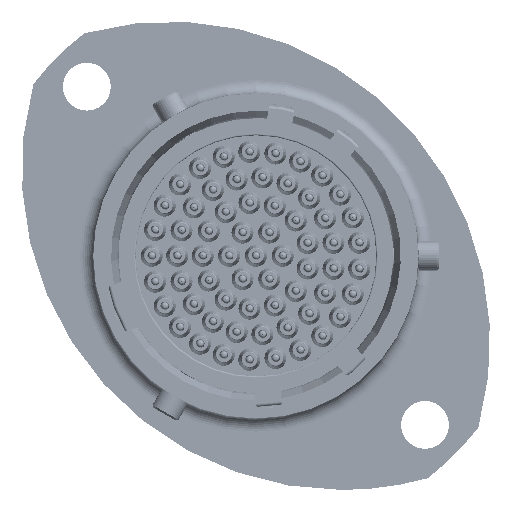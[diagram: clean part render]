
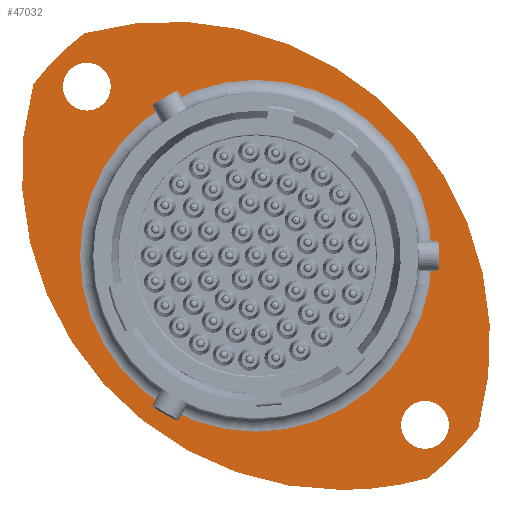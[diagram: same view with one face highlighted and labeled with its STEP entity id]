
A CAD part, left-side view. The second image highlights one B-rep face of the part: STEP entity #47032.
In plain terms, the highlighted planar face has unit normal (-1, 0, 0).
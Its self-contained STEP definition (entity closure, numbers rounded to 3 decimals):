
#753 = EDGE_LOOP ( 'NONE', ( #39816, #22580 ) ) ;
#1701 = CARTESIAN_POINT ( 'NONE',  ( 15.98, 11.49, 13.115 ) ) ;
#5568 = CARTESIAN_POINT ( 'NONE',  ( 15.98, -11.49, -11.49 ) ) ;
#6242 = DIRECTION ( 'NONE',  ( 0., 0., -1. ) ) ;
#7339 = CARTESIAN_POINT ( 'NONE',  ( 15.98, -15.118, -11.673 ) ) ;
#7747 = CARTESIAN_POINT ( 'NONE',  ( 15.98, -5.834, 5.834 ) ) ;
#8187 = DIRECTION ( 'NONE',  ( -1., 0., 0. ) ) ;
#9774 = CARTESIAN_POINT ( 'NONE',  ( 15.98, 0., 0. ) ) ;
#10445 = AXIS2_PLACEMENT_3D ( 'NONE', #36667, #37015, #37767 ) ;
#10598 = ORIENTED_EDGE ( 'NONE', *, *, #41498, .T. ) ;
#11004 = EDGE_CURVE ( 'NONE', #36929, #90385, #110956, .T. ) ;
#15041 = DIRECTION ( 'NONE',  ( 1., 0., 0. ) ) ;
#15082 = EDGE_CURVE ( 'NONE', #22339, #75312, #111823, .T. ) ;
#15319 = ORIENTED_EDGE ( 'NONE', *, *, #42157, .F. ) ;
#15596 = EDGE_LOOP ( 'NONE', ( #57032, #23744, #23960, #80200, #106058 ) ) ;
#15922 = CARTESIAN_POINT ( 'NONE',  ( 15.98, -11.49, -9.865 ) ) ;
#16733 = AXIS2_PLACEMENT_3D ( 'NONE', #34537, #8187, #51801 ) ;
#16880 = EDGE_CURVE ( 'NONE', #97158, #77768, #19799, .T. ) ;
#18292 = VERTEX_POINT ( 'NONE', #26831 ) ;
#19799 = CIRCLE ( 'NONE', #114208, 19.1 ) ;
#19824 = ORIENTED_EDGE ( 'NONE', *, *, #38293, .F. ) ;
#20338 = DIRECTION ( 'NONE',  ( 0., 0., 1. ) ) ;
#21598 = DIRECTION ( 'NONE',  ( -1., 0., 0. ) ) ;
#22339 = VERTEX_POINT ( 'NONE', #47053 ) ;
#22580 = ORIENTED_EDGE ( 'NONE', *, *, #35929, .F. ) ;
#22818 = AXIS2_PLACEMENT_3D ( 'NONE', #23310, #58766, #6242 ) ;
#23310 = CARTESIAN_POINT ( 'NONE',  ( 15.98, 11.49, 11.49 ) ) ;
#23744 = ORIENTED_EDGE ( 'NONE', *, *, #104614, .T. ) ;
#23853 = CARTESIAN_POINT ( 'NONE',  ( 15.98, -5.834, -15.916 ) ) ;
#23960 = ORIENTED_EDGE ( 'NONE', *, *, #15082, .T. ) ;
#24239 = CIRCLE ( 'NONE', #22818, 1.625 ) ;
#25912 = CARTESIAN_POINT ( 'NONE',  ( 15.98, 15.118, 11.673 ) ) ;
#26831 = CARTESIAN_POINT ( 'NONE',  ( 15.98, -11.49, -13.115 ) ) ;
#28543 = CARTESIAN_POINT ( 'NONE',  ( 15.98, 0., 0. ) ) ;
#29271 = ORIENTED_EDGE ( 'NONE', *, *, #80687, .T. ) ;
#30235 = CIRCLE ( 'NONE', #88469, 11.955 ) ;
#30507 = EDGE_CURVE ( 'NONE', #77768, #35179, #69209, .T. ) ;
#30811 = AXIS2_PLACEMENT_3D ( 'NONE', #40938, #15041, #40170 ) ;
#31122 = AXIS2_PLACEMENT_3D ( 'NONE', #70408, #70788, #53435 ) ;
#31325 = PLANE ( 'NONE',  #30811 ) ;
#32362 = CIRCLE ( 'NONE', #98041, 1.625 ) ;
#34537 = CARTESIAN_POINT ( 'NONE',  ( 15.98, 5.834, -5.834 ) ) ;
#35179 = VERTEX_POINT ( 'NONE', #23853 ) ;
#35269 = DIRECTION ( 'NONE',  ( -1., 0., 0. ) ) ;
#35929 = EDGE_CURVE ( 'NONE', #90385, #36929, #24239, .T. ) ;
#35976 = VERTEX_POINT ( 'NONE', #15922 ) ;
#36474 = AXIS2_PLACEMENT_3D ( 'NONE', #76729, #103706, #68960 ) ;
#36667 = CARTESIAN_POINT ( 'NONE',  ( 15.98, 0., 0. ) ) ;
#36864 = VERTEX_POINT ( 'NONE', #76952 ) ;
#36929 = VERTEX_POINT ( 'NONE', #76556 ) ;
#37015 = DIRECTION ( 'NONE',  ( 1., 0., 0. ) ) ;
#37380 = VERTEX_POINT ( 'NONE', #85288 ) ;
#37767 = DIRECTION ( 'NONE',  ( 0., 0., -1. ) ) ;
#38293 = EDGE_CURVE ( 'NONE', #18292, #35976, #46461, .T. ) ;
#39816 = ORIENTED_EDGE ( 'NONE', *, *, #11004, .F. ) ;
#40170 = DIRECTION ( 'NONE',  ( 0., 0., -1. ) ) ;
#40938 = CARTESIAN_POINT ( 'NONE',  ( 15.98, 11.055, 0. ) ) ;
#41498 = EDGE_CURVE ( 'NONE', #36864, #37380, #30235, .T. ) ;
#42157 = EDGE_CURVE ( 'NONE', #35976, #18292, #32362, .T. ) ;
#44440 = DIRECTION ( 'NONE',  ( 0., 0., -1. ) ) ;
#46461 = CIRCLE ( 'NONE', #67759, 1.625 ) ;
#47032 = ADVANCED_FACE ( 'NONE', ( #55153, #82738, #60692, #81420 ), #31325, .F. ) ;
#47053 = CARTESIAN_POINT ( 'NONE',  ( 15.98, -11.673, -15.118 ) ) ;
#49676 = CARTESIAN_POINT ( 'NONE',  ( 15.98, -5.834, 5.834 ) ) ;
#51801 = DIRECTION ( 'NONE',  ( 0., 0., -1. ) ) ;
#53435 = DIRECTION ( 'NONE',  ( 0., 0., 1. ) ) ;
#53709 = CIRCLE ( 'NONE', #10445, 11.955 ) ;
#54637 = EDGE_CURVE ( 'NONE', #75312, #97158, #100529, .T. ) ;
#55153 = FACE_BOUND ( 'NONE', #108316, .T. ) ;
#56224 = DIRECTION ( 'NONE',  ( -1., 0., 0. ) ) ;
#56350 = CARTESIAN_POINT ( 'NONE',  ( 15.98, -11.49, -11.49 ) ) ;
#57032 = ORIENTED_EDGE ( 'NONE', *, *, #30507, .T. ) ;
#58766 = DIRECTION ( 'NONE',  ( -1., 0., 0. ) ) ;
#60518 = AXIS2_PLACEMENT_3D ( 'NONE', #7747, #35269, #44440 ) ;
#60692 = FACE_BOUND ( 'NONE', #75238, .T. ) ;
#62675 = CIRCLE ( 'NONE', #60518, 21.75 ) ;
#67715 = DIRECTION ( 'NONE',  ( 0., 0., -1. ) ) ;
#67759 = AXIS2_PLACEMENT_3D ( 'NONE', #5568, #84365, #67715 ) ;
#68960 = DIRECTION ( 'NONE',  ( 0., 0., -1. ) ) ;
#69209 = CIRCLE ( 'NONE', #91284, 21.75 ) ;
#70408 = CARTESIAN_POINT ( 'NONE',  ( 15.98, 0., 0. ) ) ;
#70788 = DIRECTION ( 'NONE',  ( -1., 0., 0. ) ) ;
#75238 = EDGE_LOOP ( 'NONE', ( #19824, #15319 ) ) ;
#75312 = VERTEX_POINT ( 'NONE', #7339 ) ;
#76556 = CARTESIAN_POINT ( 'NONE',  ( 15.98, 11.49, 9.865 ) ) ;
#76729 = CARTESIAN_POINT ( 'NONE',  ( 15.98, 11.49, 11.49 ) ) ;
#76952 = CARTESIAN_POINT ( 'NONE',  ( 15.98, 0., 11.955 ) ) ;
#77768 = VERTEX_POINT ( 'NONE', #25912 ) ;
#80200 = ORIENTED_EDGE ( 'NONE', *, *, #54637, .T. ) ;
#80687 = EDGE_CURVE ( 'NONE', #37380, #36864, #53709, .T. ) ;
#81089 = CARTESIAN_POINT ( 'NONE',  ( 15.98, 11.673, 15.118 ) ) ;
#81420 = FACE_OUTER_BOUND ( 'NONE', #15596, .T. ) ;
#82738 = FACE_BOUND ( 'NONE', #753, .T. ) ;
#84365 = DIRECTION ( 'NONE',  ( -1., 0., 0. ) ) ;
#85288 = CARTESIAN_POINT ( 'NONE',  ( 15.98, 0., -11.955 ) ) ;
#88469 = AXIS2_PLACEMENT_3D ( 'NONE', #9774, #98115, #90436 ) ;
#90385 = VERTEX_POINT ( 'NONE', #1701 ) ;
#90436 = DIRECTION ( 'NONE',  ( 0., 0., -1. ) ) ;
#91284 = AXIS2_PLACEMENT_3D ( 'NONE', #49676, #103005, #95275 ) ;
#91501 = DIRECTION ( 'NONE',  ( 0., 0., -1. ) ) ;
#95275 = DIRECTION ( 'NONE',  ( 0., 0., -1. ) ) ;
#97158 = VERTEX_POINT ( 'NONE', #81089 ) ;
#98041 = AXIS2_PLACEMENT_3D ( 'NONE', #56350, #21598, #91501 ) ;
#98115 = DIRECTION ( 'NONE',  ( 1., 0., 0. ) ) ;
#100529 = CIRCLE ( 'NONE', #16733, 21.75 ) ;
#103005 = DIRECTION ( 'NONE',  ( -1., 0., 0. ) ) ;
#103706 = DIRECTION ( 'NONE',  ( -1., 0., 0. ) ) ;
#104614 = EDGE_CURVE ( 'NONE', #35179, #22339, #62675, .T. ) ;
#106058 = ORIENTED_EDGE ( 'NONE', *, *, #16880, .T. ) ;
#108316 = EDGE_LOOP ( 'NONE', ( #29271, #10598 ) ) ;
#110956 = CIRCLE ( 'NONE', #36474, 1.625 ) ;
#111823 = CIRCLE ( 'NONE', #31122, 19.1 ) ;
#114208 = AXIS2_PLACEMENT_3D ( 'NONE', #28543, #56224, #20338 ) ;
